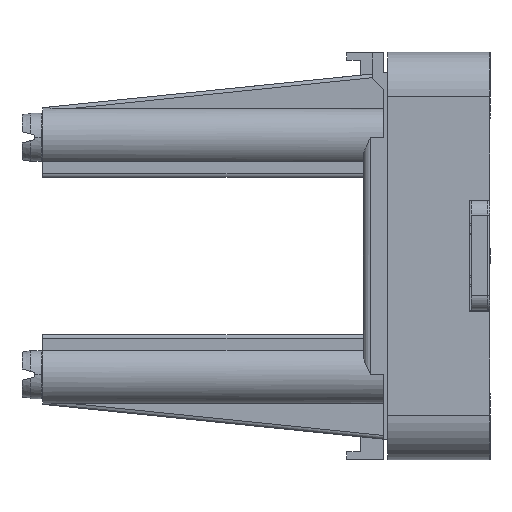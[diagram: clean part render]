
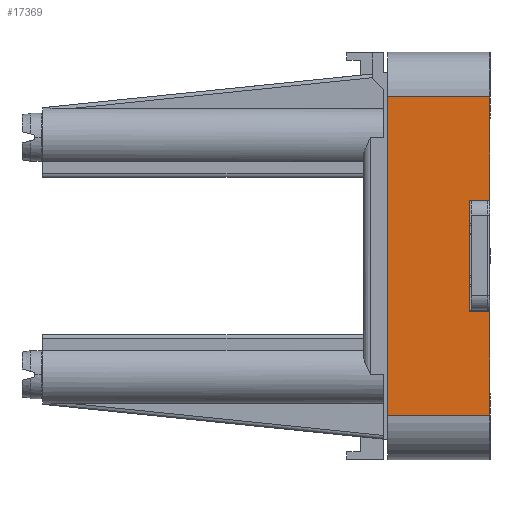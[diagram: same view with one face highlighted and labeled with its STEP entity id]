
A CAD part, left-side view. The second image highlights one B-rep face of the part: STEP entity #17369.
In plain terms, the highlighted planar face has unit normal (-1, 0, 0).
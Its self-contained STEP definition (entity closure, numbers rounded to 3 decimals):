
#1520=DIRECTION('',(0.,0.,1.));
#1521=VECTOR('',#1520,43.);
#1522=CARTESIAN_POINT('',(-62.5,2.5,-21.5));
#1523=LINE('',#1522,#1521);
#3850=DIRECTION('',(0.,0.,-1.));
#3851=VECTOR('',#3850,14.);
#3852=CARTESIAN_POINT('',(-62.5,-11.3,-7.5));
#3853=LINE('',#3852,#3851);
#3912=DIRECTION('',(0.,0.,-1.));
#3913=VECTOR('',#3912,14.);
#3914=CARTESIAN_POINT('',(-62.5,-11.3,21.5));
#3915=LINE('',#3914,#3913);
#4495=DIRECTION('',(0.,-1.,0.));
#4496=VECTOR('',#4495,13.8);
#4497=CARTESIAN_POINT('',(-62.5,2.5,-21.5));
#4498=LINE('',#4497,#4496);
#4499=DIRECTION('',(0.,-1.,0.));
#4500=VECTOR('',#4499,2.2);
#4501=CARTESIAN_POINT('',(-62.5,-8.8,7.5));
#4502=LINE('',#4501,#4500);
#4503=DIRECTION('',(0.,1.,0.));
#4504=VECTOR('',#4503,2.8);
#4505=CARTESIAN_POINT('',(-62.5,-11.3,-7.5));
#4506=LINE('',#4505,#4504);
#4592=DIRECTION('',(0.,1.,0.));
#4593=VECTOR('',#4592,0.3);
#4594=CARTESIAN_POINT('',(-62.5,-8.8,7.5));
#4595=LINE('',#4594,#4593);
#4604=DIRECTION('',(0.,1.,0.));
#4605=VECTOR('',#4604,0.3);
#4606=CARTESIAN_POINT('',(-62.5,-11.3,7.5));
#4607=LINE('',#4606,#4605);
#6009=DIRECTION('',(0.,0.,-1.));
#6010=VECTOR('',#6009,15.);
#6011=CARTESIAN_POINT('',(-62.5,-8.5,7.5));
#6012=LINE('',#6011,#6010);
#6169=DIRECTION('',(0.,1.,0.));
#6170=VECTOR('',#6169,13.8);
#6171=CARTESIAN_POINT('',(-62.5,-11.3,21.5));
#6172=LINE('',#6171,#6170);
#9134=CARTESIAN_POINT('',(-62.5,2.5,-21.5));
#9136=VERTEX_POINT('',#9134);
#9137=CARTESIAN_POINT('',(-62.5,2.5,21.5));
#9139=VERTEX_POINT('',#9137);
#9393=CARTESIAN_POINT('',(-62.5,-11.3,21.5));
#9394=CARTESIAN_POINT('',(-62.5,-11.3,7.5));
#9395=VERTEX_POINT('',#9393);
#9396=VERTEX_POINT('',#9394);
#9409=CARTESIAN_POINT('',(-62.5,-11.3,-21.5));
#9411=VERTEX_POINT('',#9409);
#9413=CARTESIAN_POINT('',(-62.5,-11.3,-7.5));
#9414=VERTEX_POINT('',#9413);
#9467=CARTESIAN_POINT('',(-62.5,-8.5,7.5));
#9469=VERTEX_POINT('',#9467);
#9479=CARTESIAN_POINT('',(-62.5,-8.5,-7.5));
#9481=VERTEX_POINT('',#9479);
#11299=CARTESIAN_POINT('',(-62.5,-8.8,7.5));
#11300=CARTESIAN_POINT('',(-62.5,-11.,7.5));
#11301=VERTEX_POINT('',#11299);
#11302=VERTEX_POINT('',#11300);
#17346=CARTESIAN_POINT('',(-62.5,0.,-27.5));
#17347=DIRECTION('',(-1.,0.,0.));
#17348=DIRECTION('',(0.,0.,1.));
#17349=AXIS2_PLACEMENT_3D('',#17346,#17347,#17348);
#17350=PLANE('',#17349);
#17352=ORIENTED_EDGE('',*,*,#17351,.F.);
#17354=ORIENTED_EDGE('',*,*,#17353,.T.);
#17356=ORIENTED_EDGE('',*,*,#17355,.T.);
#17358=ORIENTED_EDGE('',*,*,#17357,.F.);
#17359=ORIENTED_EDGE('',*,*,#16131,.T.);
#17360=ORIENTED_EDGE('',*,*,#17338,.F.);
#17361=ORIENTED_EDGE('',*,*,#13034,.T.);
#17363=ORIENTED_EDGE('',*,*,#17362,.F.);
#17364=ORIENTED_EDGE('',*,*,#16171,.T.);
#17366=ORIENTED_EDGE('',*,*,#17365,.T.);
#17367=EDGE_LOOP('',(#17352,#17354,#17356,#17358,#17359,#17360,#17361,#17363,
#17364,#17366));
#17368=FACE_OUTER_BOUND('',#17367,.F.);
#17369=ADVANCED_FACE('',(#17368),#17350,.T.);
#13034=EDGE_CURVE('',#9136,#9139,#1523,.T.);
#16131=EDGE_CURVE('',#9414,#9411,#3853,.T.);
#16171=EDGE_CURVE('',#9395,#9396,#3915,.T.);
#17338=EDGE_CURVE('',#9136,#9411,#4498,.T.);
#17351=EDGE_CURVE('',#11301,#11302,#4502,.T.);
#17353=EDGE_CURVE('',#11301,#9469,#4595,.T.);
#17355=EDGE_CURVE('',#9469,#9481,#6012,.T.);
#17357=EDGE_CURVE('',#9414,#9481,#4506,.T.);
#17362=EDGE_CURVE('',#9395,#9139,#6172,.T.);
#17365=EDGE_CURVE('',#9396,#11302,#4607,.T.);
